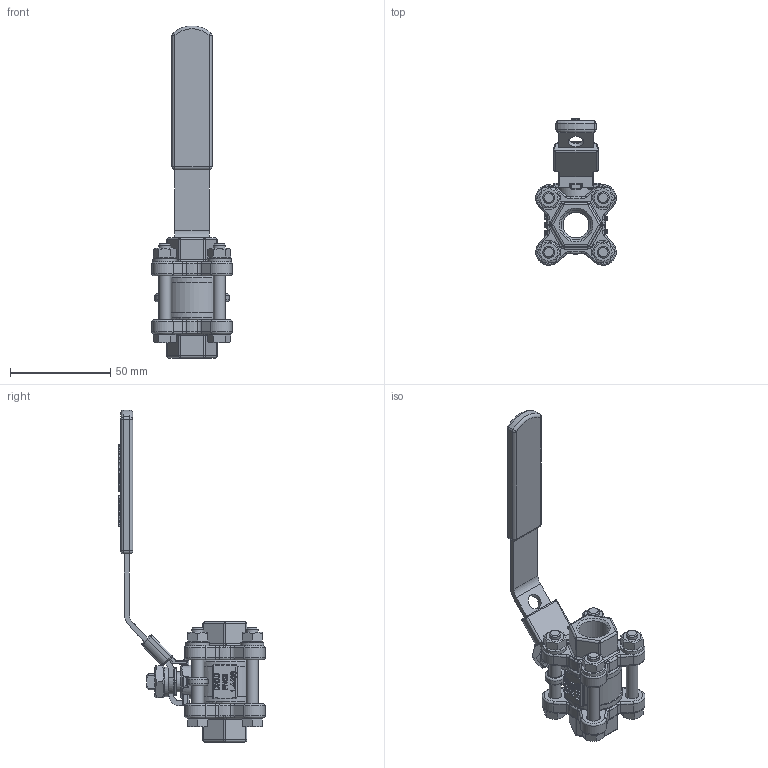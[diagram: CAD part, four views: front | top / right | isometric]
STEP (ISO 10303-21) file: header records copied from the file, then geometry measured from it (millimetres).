
FILE_DESCRIPTION(/* description */ ('790003'),/* implementation_level */ '2;1');
FILE_NAME(/* name */ '790003.stp',/* time_stamp */ '2014-11-18T11:04:38+01:00',/* author */ ('JM'),/* organization */ ('Sferaco'),/* preprocessor_version */ 'ST-DEVELOPER v15.6',/* originating_system */ 'Autodesk Inventor 2015',/* authorisation */ '');
FILE_SCHEMA (('AUTOMOTIVE_DESIGN { 1 0 10303 214 3 1 1 }'));
Products named in the file (1): 790003_bd
Bounding box: 40.22 x 73.11 x 165.96 mm (x, y, z)
Volume: 55777 mm3; surface area: 28415.1 mm2
Topology: 1 solids, 3 shells, 1609 faces, 4113 edges, 2580 vertices
Faces by surface type: plane 654, bspline 465, cylinder 284, torus 122, cone 46, sphere 38
Full cylindrical faces by diameter (mm): 6 x8, 7 x10, 7.6 x1, 8.376 x1, 10 x5, 12.8 x1, 14.95 x2, 29 x2
Entity records: 54037 total; most frequent: CARTESIAN_POINT 16935, ORIENTED_EDGE 8048, DIRECTION 6083, EDGE_CURVE 4024, VERTEX_POINT 2553, LINE 2029, VECTOR 2029, AXIS2_PLACEMENT_3D 2027
